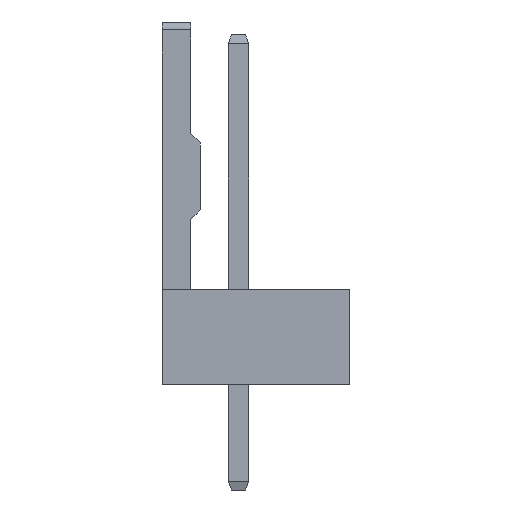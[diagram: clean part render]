
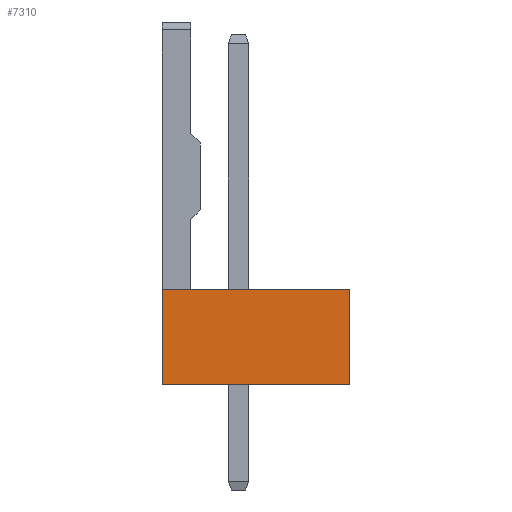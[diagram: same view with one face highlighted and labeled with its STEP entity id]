
A CAD part, left-side view. The second image highlights one B-rep face of the part: STEP entity #7310.
In plain terms, the highlighted planar face has unit normal (-1, 0, 0).
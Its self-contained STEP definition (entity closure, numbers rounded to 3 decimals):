
#151 = DIRECTION ( 'NONE',  ( 0., -1., 0. ) ) ;
#344 = LINE ( 'NONE', #1829, #5540 ) ;
#508 = ORIENTED_EDGE ( 'NONE', *, *, #3384, .F. ) ;
#516 = VERTEX_POINT ( 'NONE', #6135 ) ;
#907 = PLANE ( 'NONE',  #5753 ) ;
#1359 = FACE_OUTER_BOUND ( 'NONE', #4460, .T. ) ;
#1829 = CARTESIAN_POINT ( 'NONE',  ( -1.27, 2.4, 0. ) ) ;
#1896 = EDGE_CURVE ( 'NONE', #5657, #6566, #6856, .T. ) ;
#2267 = CARTESIAN_POINT ( 'NONE',  ( -1.27, -3.5, 0. ) ) ;
#2283 = DIRECTION ( 'NONE',  ( 0., 1., 0. ) ) ;
#2722 = VECTOR ( 'NONE', #151, 1000. ) ;
#2876 = DIRECTION ( 'NONE',  ( 0., 0., 1. ) ) ;
#3187 = ORIENTED_EDGE ( 'NONE', *, *, #8558, .T. ) ;
#3384 = EDGE_CURVE ( 'NONE', #5657, #516, #344, .T. ) ;
#3391 = CARTESIAN_POINT ( 'NONE',  ( -1.27, -3.5, 0. ) ) ;
#3445 = VECTOR ( 'NONE', #2283, 1000. ) ;
#3493 = CARTESIAN_POINT ( 'NONE',  ( -1.27, 2.4, 0. ) ) ;
#3500 = DIRECTION ( 'NONE',  ( 0., 0., 1. ) ) ;
#3864 = DIRECTION ( 'NONE',  ( 0., 0., 1. ) ) ;
#4194 = CARTESIAN_POINT ( 'NONE',  ( -1.27, 2.4, 0. ) ) ;
#4460 = EDGE_LOOP ( 'NONE', ( #8567, #508, #5410, #3187 ) ) ;
#5409 = VERTEX_POINT ( 'NONE', #8505 ) ;
#5410 = ORIENTED_EDGE ( 'NONE', *, *, #1896, .T. ) ;
#5540 = VECTOR ( 'NONE', #3864, 1000. ) ;
#5657 = VERTEX_POINT ( 'NONE', #7447 ) ;
#5753 = AXIS2_PLACEMENT_3D ( 'NONE', #3493, #6925, #2876 ) ;
#5871 = LINE ( 'NONE', #7688, #3445 ) ;
#6135 = CARTESIAN_POINT ( 'NONE',  ( -1.27, 2.4, 3. ) ) ;
#6566 = VERTEX_POINT ( 'NONE', #3391 ) ;
#6579 = VECTOR ( 'NONE', #3500, 1000. ) ;
#6856 = LINE ( 'NONE', #4194, #2722 ) ;
#6925 = DIRECTION ( 'NONE',  ( -1., 0., 0. ) ) ;
#7310 = ADVANCED_FACE ( 'NONE', ( #1359 ), #907, .T. ) ;
#7434 = EDGE_CURVE ( 'NONE', #5409, #516, #5871, .T. ) ;
#7447 = CARTESIAN_POINT ( 'NONE',  ( -1.27, 2.4, 0. ) ) ;
#7688 = CARTESIAN_POINT ( 'NONE',  ( -1.27, 2.4, 3. ) ) ;
#7963 = LINE ( 'NONE', #2267, #6579 ) ;
#8505 = CARTESIAN_POINT ( 'NONE',  ( -1.27, -3.5, 3. ) ) ;
#8558 = EDGE_CURVE ( 'NONE', #6566, #5409, #7963, .T. ) ;
#8567 = ORIENTED_EDGE ( 'NONE', *, *, #7434, .T. ) ;
